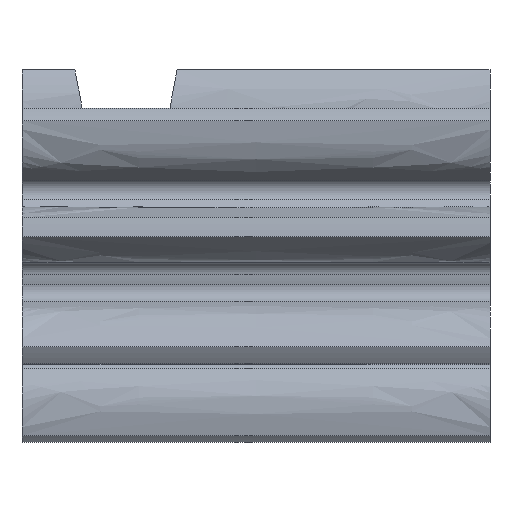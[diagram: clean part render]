
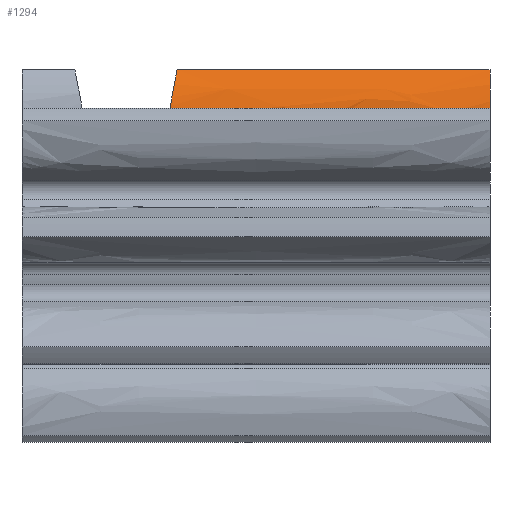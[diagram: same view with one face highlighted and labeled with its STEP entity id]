
A CAD part, left-side view. The second image highlights one B-rep face of the part: STEP entity #1294.
In plain terms, the highlighted free-form (B-spline) face has degree [3, 1] with [14, 2] control points.
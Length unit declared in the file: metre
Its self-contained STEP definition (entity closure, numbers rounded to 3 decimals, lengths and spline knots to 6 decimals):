
#19=B_SPLINE_SURFACE_WITH_KNOTS('',3,1,((#2174,#2175),(#2176,#2177),(#2178,
#2179),(#2180,#2181),(#2182,#2183),(#2184,#2185),(#2186,#2187),(#2188,#2189),
(#2190,#2191),(#2192,#2193),(#2194,#2195),(#2196,#2197),(#2198,#2199),(#2200,
#2201)),.SURF_OF_LINEAR_EXTRUSION.,.F.,.F.,.F.,(4,1,1,1,1,1,1,1,1,1,1,4),
(2,2),(0.03263,0.092272,0.107183,0.122093,
0.151914,0.211557,0.271199,0.390484,
0.509769,0.629054,0.748339,0.986909),
(0.,1.),.UNSPECIFIED.);
#114=LINE('',#1838,#180);
#127=LINE('',#2213,#193);
#180=VECTOR('',#1504,1.);
#193=VECTOR('',#1549,1.);
#292=ORIENTED_EDGE('',*,*,#659,.T.);
#293=ORIENTED_EDGE('',*,*,#694,.T.);
#294=ORIENTED_EDGE('',*,*,#695,.F.);
#295=ORIENTED_EDGE('',*,*,#696,.T.);
#659=EDGE_CURVE('',#866,#864,#114,.T.);
#694=EDGE_CURVE('',#864,#890,#1018,.T.);
#695=EDGE_CURVE('',#891,#890,#127,.T.);
#696=EDGE_CURVE('',#891,#866,#1019,.T.);
#864=VERTEX_POINT('',#1836);
#866=VERTEX_POINT('',#1839);
#890=VERTEX_POINT('',#2212);
#891=VERTEX_POINT('',#2214);
#1018=B_SPLINE_CURVE_WITH_KNOTS('',3,(#2202,#2203,#2204,#2205,#2206,#2207,
#2208,#2209,#2210,#2211),.UNSPECIFIED.,.F.,.F.,(4,1,1,1,1,1,1,4),(0.,0.001029,
0.002058,0.002572,0.002829,0.003086,
0.003601,0.004115),.UNSPECIFIED.);
#1019=B_SPLINE_CURVE_WITH_KNOTS('',3,(#2215,#2216,#2217,#2218,#2219,#2220,
#2221,#2222,#2223,#2224,#2225,#2226,#2227,#2228,#2229,#2230,#2231,#2232,
#2233,#2234,#2235,#2236,#2237,#2238,#2239,#2240,#2241,#2242,#2243,#2244,
#2245,#2246,#2247,#2248,#2249,#2250,#2251,#2252,#2253,#2254,#2255,#2256,
#2257,#2258,#2259),.UNSPECIFIED.,.F.,.F.,(4,1,1,1,1,1,1,1,1,1,1,1,1,1,1,
1,1,1,1,1,1,1,1,1,1,1,1,1,1,1,1,1,1,1,1,1,1,1,1,1,1,1,4),(0.,0.117457,
0.123435,0.131153,0.140284,0.150638,
0.162085,0.174529,0.187897,0.202127,
0.217171,0.232988,0.24954,0.266797,
0.284731,0.303317,0.322534,0.342361,
0.36278,0.383774,0.405328,0.427427,
0.45006,0.473212,0.496874,0.521034,
0.545682,0.570808,0.596405,0.622462,0.648973,
0.675929,0.703324,0.73115,0.759401,
0.78807,0.817152,0.846641,0.876531,
0.906817,0.937494,0.968556,0.986909),
 .UNSPECIFIED.);
#1077=EDGE_LOOP('',(#292,#293,#294,#295));
#1161=FACE_BOUND('',#1077,.T.);
#1294=ADVANCED_FACE('',(#1161),#19,.T.);
#1504=DIRECTION('',(0.,1.,0.));
#1549=DIRECTION('',(0.,1.,0.));
#1836=CARTESIAN_POINT('',(-0.000566,-0.008946,0.010985));
#1838=CARTESIAN_POINT('',(-0.000566,-0.027,0.010985));
#1839=CARTESIAN_POINT('',(-0.000566,-0.027,0.010985));
#2174=CARTESIAN_POINT('',(-0.00137,-0.027,0.007143));
#2175=CARTESIAN_POINT('',(-0.00137,-0.008424,0.007143));
#2176=CARTESIAN_POINT('',(-0.001454,-0.027,0.007582));
#2177=CARTESIAN_POINT('',(-0.001454,-0.008424,0.007582));
#2178=CARTESIAN_POINT('',(-0.001544,-0.027,0.008049));
#2179=CARTESIAN_POINT('',(-0.001544,-0.008424,0.008049));
#2180=CARTESIAN_POINT('',(-0.001589,-0.027,0.008289));
#2181=CARTESIAN_POINT('',(-0.001589,-0.008424,0.008289));
#2182=CARTESIAN_POINT('',(-0.001595,-0.027,0.00832));
#2183=CARTESIAN_POINT('',(-0.001595,-0.008424,0.00832));
#2184=CARTESIAN_POINT('',(-0.001599,-0.027,0.008357));
#2185=CARTESIAN_POINT('',(-0.001599,-0.008424,0.008357));
#2186=CARTESIAN_POINT('',(-0.001604,-0.027,0.00846));
#2187=CARTESIAN_POINT('',(-0.001604,-0.008424,0.00846));
#2188=CARTESIAN_POINT('',(-0.001596,-0.027,0.008645));
#2189=CARTESIAN_POINT('',(-0.001596,-0.008424,0.008645));
#2190=CARTESIAN_POINT('',(-0.001558,-0.027,0.008926));
#2191=CARTESIAN_POINT('',(-0.001558,-0.008424,0.008926));
#2192=CARTESIAN_POINT('',(-0.001462,-0.027,0.009303));
#2193=CARTESIAN_POINT('',(-0.001462,-0.008424,0.009303));
#2194=CARTESIAN_POINT('',(-0.001315,-0.027,0.009708));
#2195=CARTESIAN_POINT('',(-0.001315,-0.008424,0.009708));
#2196=CARTESIAN_POINT('',(-0.001052,-0.027,0.010269));
#2197=CARTESIAN_POINT('',(-0.001052,-0.008424,0.010269));
#2198=CARTESIAN_POINT('',(-0.000779,-0.027,0.010701));
#2199=CARTESIAN_POINT('',(-0.000779,-0.008424,0.010701));
#2200=CARTESIAN_POINT('',(-0.000566,-0.027,0.010985));
#2201=CARTESIAN_POINT('',(-0.000566,-0.008424,0.010985));
#2202=CARTESIAN_POINT('',(-0.000566,-0.008946,0.010985));
#2203=CARTESIAN_POINT('',(-0.000773,-0.008906,0.010709));
#2204=CARTESIAN_POINT('',(-0.001137,-0.008792,0.010139));
#2205=CARTESIAN_POINT('',(-0.001468,-0.00862,0.009352));
#2206=CARTESIAN_POINT('',(-0.001587,-0.008546,0.008763));
#2207=CARTESIAN_POINT('',(-0.001613,-0.00853,0.00841));
#2208=CARTESIAN_POINT('',(-0.001548,-0.00857,0.008072));
#2209=CARTESIAN_POINT('',(-0.001467,-0.008617,0.00765));
#2210=CARTESIAN_POINT('',(-0.001402,-0.008652,0.007312));
#2211=CARTESIAN_POINT('',(-0.00137,-0.008669,0.007143));
#2212=CARTESIAN_POINT('',(-0.00137,-0.008669,0.007143));
#2213=CARTESIAN_POINT('',(-0.00137,-0.027,0.007143));
#2214=CARTESIAN_POINT('',(-0.00137,-0.027,0.007143));
#2215=CARTESIAN_POINT('',(-0.001224,-0.027,0.006384));
#2216=CARTESIAN_POINT('',(-0.001403,-0.027,0.007317));
#2217=CARTESIAN_POINT('',(-0.001592,-0.027,0.008298));
#2218=CARTESIAN_POINT('',(-0.001594,-0.027,0.008312));
#2219=CARTESIAN_POINT('',(-0.001595,-0.027,0.008322));
#2220=CARTESIAN_POINT('',(-0.001596,-0.027,0.008333));
#2221=CARTESIAN_POINT('',(-0.001598,-0.027,0.008348));
#2222=CARTESIAN_POINT('',(-0.001599,-0.027,0.008367));
#2223=CARTESIAN_POINT('',(-0.001601,-0.027,0.008389));
#2224=CARTESIAN_POINT('',(-0.001602,-0.027,0.008414));
#2225=CARTESIAN_POINT('',(-0.001602,-0.027,0.008443));
#2226=CARTESIAN_POINT('',(-0.001602,-0.027,0.008475));
#2227=CARTESIAN_POINT('',(-0.001601,-0.027,0.00851));
#2228=CARTESIAN_POINT('',(-0.0016,-0.027,0.008549));
#2229=CARTESIAN_POINT('',(-0.001597,-0.027,0.008592));
#2230=CARTESIAN_POINT('',(-0.001594,-0.027,0.008637));
#2231=CARTESIAN_POINT('',(-0.001589,-0.027,0.008686));
#2232=CARTESIAN_POINT('',(-0.001582,-0.027,0.008738));
#2233=CARTESIAN_POINT('',(-0.001575,-0.027,0.008793));
#2234=CARTESIAN_POINT('',(-0.001565,-0.027,0.008852));
#2235=CARTESIAN_POINT('',(-0.001554,-0.027,0.008913));
#2236=CARTESIAN_POINT('',(-0.001541,-0.027,0.008978));
#2237=CARTESIAN_POINT('',(-0.001526,-0.027,0.009045));
#2238=CARTESIAN_POINT('',(-0.001508,-0.027,0.009116));
#2239=CARTESIAN_POINT('',(-0.001489,-0.027,0.00919));
#2240=CARTESIAN_POINT('',(-0.001467,-0.027,0.009266));
#2241=CARTESIAN_POINT('',(-0.001442,-0.027,0.009345));
#2242=CARTESIAN_POINT('',(-0.001415,-0.027,0.009427));
#2243=CARTESIAN_POINT('',(-0.001385,-0.027,0.009512));
#2244=CARTESIAN_POINT('',(-0.001352,-0.027,0.009599));
#2245=CARTESIAN_POINT('',(-0.001316,-0.027,0.009688));
#2246=CARTESIAN_POINT('',(-0.001277,-0.027,0.00978));
#2247=CARTESIAN_POINT('',(-0.001235,-0.027,0.009874));
#2248=CARTESIAN_POINT('',(-0.00119,-0.027,0.009971));
#2249=CARTESIAN_POINT('',(-0.001141,-0.027,0.010069));
#2250=CARTESIAN_POINT('',(-0.001089,-0.027,0.01017));
#2251=CARTESIAN_POINT('',(-0.001033,-0.027,0.010272));
#2252=CARTESIAN_POINT('',(-0.000973,-0.027,0.010376));
#2253=CARTESIAN_POINT('',(-0.000909,-0.027,0.010482));
#2254=CARTESIAN_POINT('',(-0.000842,-0.027,0.01059));
#2255=CARTESIAN_POINT('',(-0.00077,-0.027,0.010698));
#2256=CARTESIAN_POINT('',(-0.000695,-0.027,0.010809));
#2257=CARTESIAN_POINT('',(-0.000626,-0.027,0.010905));
#2258=CARTESIAN_POINT('',(-0.000583,-0.027,0.010964));
#2259=CARTESIAN_POINT('',(-0.000566,-0.027,0.010985));
